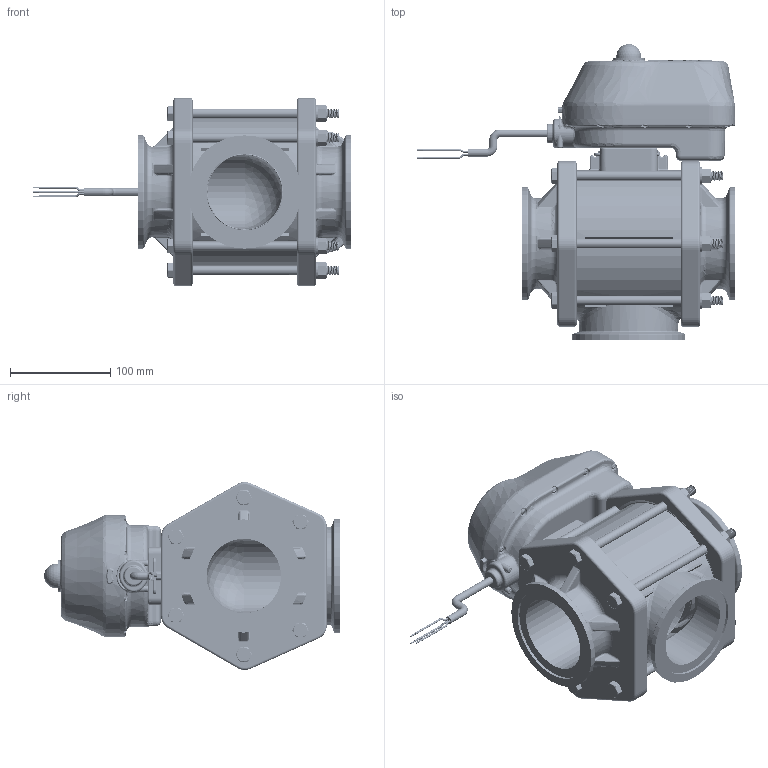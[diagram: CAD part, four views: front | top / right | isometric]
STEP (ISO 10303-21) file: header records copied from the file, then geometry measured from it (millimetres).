
FILE_DESCRIPTION(/* description */ ('MEVX 3" FP BL 4S WWC 3W 24V'),/* implementation_level */ '2;1');
FILE_NAME(/* name */ 'MEVX300BL24.stp',/* time_stamp */ '2020-06-22T13:59:28-04:00',/* author */ ('AMB'),/* organization */ (''),/* preprocessor_version */ 'ST-DEVELOPER v17.2',/* originating_system */ 'Autodesk Inventor 2019',/* authorisation */ '');
FILE_SCHEMA (('AUTOMOTIVE_DESIGN { 1 0 10303 214 3 1 1 }'));
Products named in the file (69): MEVX300BL24; MEVX300BLX; MEVX35254BL; MEVX35254BLX; MV35278; MV35278X; V20018; V20019; V35255BLSS; V35258A; V35018; V35264BL; EVP30251; AQ206V; EP62C10320A; B61905PPHS; B632038PM; EP10320; EP10310; IRF4905; optical sensor; BlueLED; RedLED; fuse; EP1KIT; EVP25110; EVP25108; EVP25109; EP23KIT; EVP25103; EVP25107; A29M2V; UV15163V; VEL1030-FORMED; MSC0001; EVP25104; EP30KIT; EVP35113; A161V; EP62C ...
Assembly tree (107 placements, depth 5):
  MEVX300BL24
    MEVX300BLX
      MEVX35254BL
        MEVX35254BLX
      MV35278  x2
        MV35278X
      V20018  x6
      V20019  x6
      V35255BLSS
      V35258A  x2
      V35018  x6
      V35264BL  x2
      EVP30251
      AQ206V
    EP62C10320A
      B61905PPHS  x11
      B632038PM  x4
      EP10320
        EP10310
        IRF4905  x4
        optical sensor  x2
        BlueLED
        RedLED
        fuse
      EP1KIT
        EVP25110
        EVP25108
        EVP25109
      EP23KIT
        EVP25103
        EVP25107
        A29M2V
        UV15163V
        VEL1030-FORMED
        MSC0001
        EVP25104
      EP30KIT
        EVP35113
        A161V
      EP62C
        EVP35111
        EVP35112
        EP62CX
          5630 drive shaft
          motor
          90600A127_BUTTON HEAD TORX MACHINE SCREW  x4
          1-2id x 3-8h x 3-4od bearing2868T121_HIGH-LOAD OIL-EMBEDDED SLEEVE BE
ARING
          3-16 1-4 tall bearing
          gear pin 2
          gear pin 1
          gear pin3 5-32
          gear pin4 3-16
          9714K34 wave washer
          gear1
          pinion1
          gear2
          pinion2
          gear3
          pinion3
          gear4
Bounding box: 317.14 x 294.48 x 187.15 mm (x, y, z)
Volume: 2761139.1 mm3; surface area: 772764.1 mm2
Topology: 98 solids, 98 shells, 8930 faces, 25888 edges, 19455 vertices
Faces by surface type: cylinder 3556, plane 3103, bspline 1373, torus 422, cone 384, sphere 92
Full cylindrical faces by diameter (mm): 0.399 x1, 0.403 x1, 0.409 x1, 1.2 x4, 1.473 x6, 2.02 x56, 2.032 x22, 2.159 x77, 2.381 x2, 2.413 x11, 2.616 x3, 2.642 x4, 2.667 x2, 2.743 x33, 2.845 x52, 2.886 x1, 3.175 x8, 3.18 x1, 3.2 x1, 3.226 x2, 3.429 x6, 3.442 x4, 3.454 x2, 3.556 x33, 3.759 x4, 3.81 x15, 3.886 x1, 3.945 x1, 3.969 x1, 4.064 x1
Entity records: 276080 total; most frequent: CARTESIAN_POINT 104324, ORIENTED_EDGE 34744, DIRECTION 34037, EDGE_CURVE 17372, AXIS2_PLACEMENT_3D 12837, VERTEX_POINT 11269, LINE 8363, VECTOR 8363
